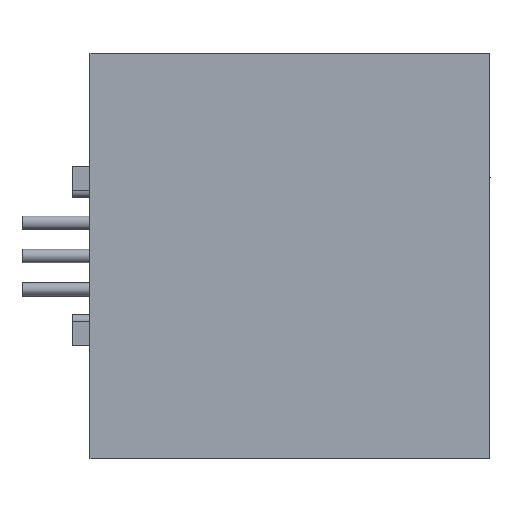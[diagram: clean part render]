
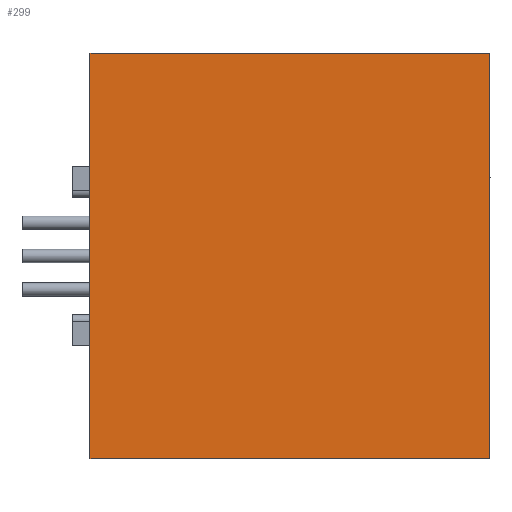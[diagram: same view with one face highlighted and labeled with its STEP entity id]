
A CAD part, left-side view. The second image highlights one B-rep face of the part: STEP entity #299.
In plain terms, the highlighted free-form (B-spline) face has degree [1, 1] with [2, 2] control points.
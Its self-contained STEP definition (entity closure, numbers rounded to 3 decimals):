
#214 = VERTEX_POINT('',#215);
#215 = CARTESIAN_POINT('',(-14.806,7.505,-20.742)
  );
#228 = VERTEX_POINT('',#229);
#229 = CARTESIAN_POINT('',(-14.806,-33.434,-20.742
    ));
#234 = EDGE_CURVE('',#214,#228,#235,.T.);
#235 = B_SPLINE_CURVE_WITH_KNOTS('',1,(#236,#237),.UNSPECIFIED.,.F.,.F.,
  (2,2),(36.835,66.835),.PIECEWISE_BEZIER_KNOTS.);
#236 = CARTESIAN_POINT('',(-14.806,7.505,-20.742)
  );
#237 = CARTESIAN_POINT('',(-14.806,-33.434,-20.742
    ));
#276 = VERTEX_POINT('',#277);
#277 = CARTESIAN_POINT('',(-14.806,7.505,20.742
    ));
#282 = EDGE_CURVE('',#276,#283,#285,.T.);
#283 = VERTEX_POINT('',#284);
#284 = CARTESIAN_POINT('',(-14.806,-33.434,
    20.742));
#285 = B_SPLINE_CURVE_WITH_KNOTS('',1,(#286,#287),.UNSPECIFIED.,.F.,.F.,
  (2,2),(36.835,66.835),.PIECEWISE_BEZIER_KNOTS.);
#286 = CARTESIAN_POINT('',(-14.806,7.505,20.742
    ));
#287 = CARTESIAN_POINT('',(-14.806,-33.434,
    20.742));
#299 = ADVANCED_FACE('',(#300),#314,.T.);
#300 = FACE_BOUND('',#301,.T.);
#301 = EDGE_LOOP('',(#302,#307,#308,#313));
#302 = ORIENTED_EDGE('',*,*,#303,.F.);
#303 = EDGE_CURVE('',#214,#276,#304,.T.);
#304 = B_SPLINE_CURVE_WITH_KNOTS('',1,(#305,#306),.UNSPECIFIED.,.F.,.F.,
  (2,2),(-30.2,0.2),.PIECEWISE_BEZIER_KNOTS.);
#305 = CARTESIAN_POINT('',(-14.806,7.505,-20.742)
  );
#306 = CARTESIAN_POINT('',(-14.806,7.505,20.742
    ));
#307 = ORIENTED_EDGE('',*,*,#234,.T.);
#308 = ORIENTED_EDGE('',*,*,#309,.F.);
#309 = EDGE_CURVE('',#283,#228,#310,.T.);
#310 = B_SPLINE_CURVE_WITH_KNOTS('',1,(#311,#312),.UNSPECIFIED.,.F.,.F.,
  (2,2),(-0.2,30.2),.PIECEWISE_BEZIER_KNOTS.);
#311 = CARTESIAN_POINT('',(-14.806,-33.434,
    20.742));
#312 = CARTESIAN_POINT('',(-14.806,-33.434,-20.742
    ));
#313 = ORIENTED_EDGE('',*,*,#282,.F.);
#314 = B_SPLINE_SURFACE_WITH_KNOTS('',1,1,(
    (#315,#316)
    ,(#317,#318
    )),.UNSPECIFIED.,.F.,.F.,.F.,(2,2),(2,2),(-30.2,0.2),(-66.835
    ,-36.835),.PIECEWISE_BEZIER_KNOTS.);
#315 = CARTESIAN_POINT('',(-14.806,-33.434,-20.742
    ));
#316 = CARTESIAN_POINT('',(-14.806,7.505,-20.742)
  );
#317 = CARTESIAN_POINT('',(-14.806,-33.434,
    20.742));
#318 = CARTESIAN_POINT('',(-14.806,7.505,20.742
    ));
